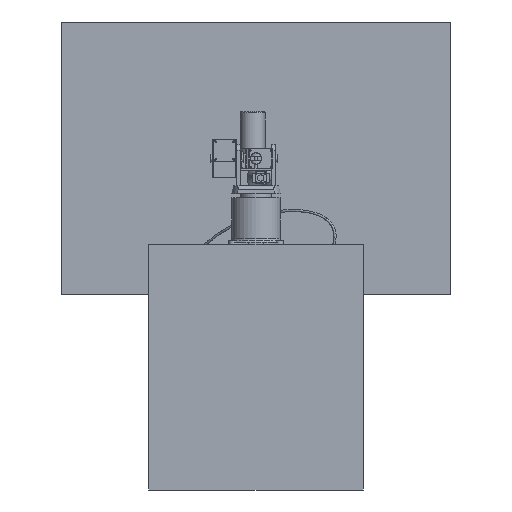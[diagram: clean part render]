
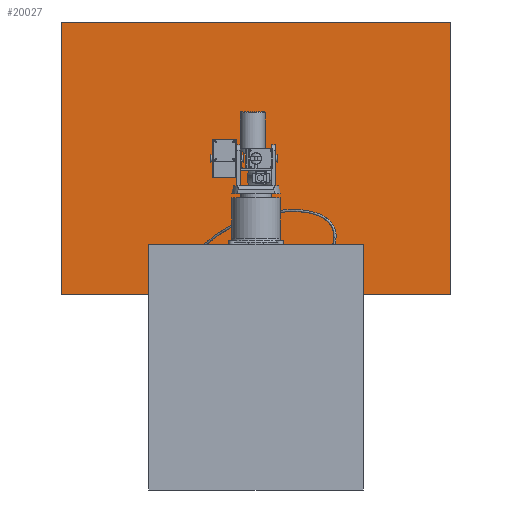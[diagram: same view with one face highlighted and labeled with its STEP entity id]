
A CAD part, front view. The second image highlights one B-rep face of the part: STEP entity #20027.
In plain terms, the highlighted planar face has unit normal (0, -1, 0).
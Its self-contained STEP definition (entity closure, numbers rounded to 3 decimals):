
#2841=FACE_OUTER_BOUND('',#4128,.T.);
#4128=EDGE_LOOP('',(#18142,#18143,#18144,#18145));
#6042=LINE('',#41962,#7941);
#6050=LINE('',#41977,#7949);
#6051=LINE('',#41979,#7950);
#6052=LINE('',#41980,#7951);
#7941=VECTOR('',#27651,10.);
#7949=VECTOR('',#27663,10.);
#7950=VECTOR('',#27666,10.);
#7951=VECTOR('',#27667,10.);
#9747=VERTEX_POINT('',#41958);
#9749=VERTEX_POINT('',#41961);
#9753=VERTEX_POINT('',#41973);
#9754=VERTEX_POINT('',#41975);
#12549=EDGE_CURVE('',#9747,#9749,#6042,.T.);
#12557=EDGE_CURVE('',#9753,#9754,#6050,.T.);
#12558=EDGE_CURVE('',#9753,#9747,#6051,.T.);
#12559=EDGE_CURVE('',#9749,#9754,#6052,.T.);
#18142=ORIENTED_EDGE('',*,*,#12558,.F.);
#18143=ORIENTED_EDGE('',*,*,#12557,.T.);
#18144=ORIENTED_EDGE('',*,*,#12559,.F.);
#18145=ORIENTED_EDGE('',*,*,#12549,.F.);
#18866=PLANE('',#22104);
#20027=ADVANCED_FACE('',(#2841),#18866,.T.);
#22104=AXIS2_PLACEMENT_3D('',#41978,#27664,#27665);
#27651=DIRECTION('',(0.,0.,1.));
#27663=DIRECTION('',(0.,0.,1.));
#27664=DIRECTION('center_axis',(0.,-1.,0.));
#27665=DIRECTION('ref_axis',(1.,0.,0.));
#27666=DIRECTION('',(-1.,0.,0.));
#27667=DIRECTION('',(1.,0.,0.));
#41958=CARTESIAN_POINT('',(-500.,-200.,0.));
#41961=CARTESIAN_POINT('',(-500.,-200.,700.));
#41962=CARTESIAN_POINT('',(-500.,-200.,0.));
#41973=CARTESIAN_POINT('',(500.,-200.,0.));
#41975=CARTESIAN_POINT('',(500.,-200.,700.));
#41977=CARTESIAN_POINT('',(500.,-200.,0.));
#41978=CARTESIAN_POINT('Origin',(-500.,-200.,0.));
#41979=CARTESIAN_POINT('',(500.,-200.,0.));
#41980=CARTESIAN_POINT('',(500.,-200.,700.));
